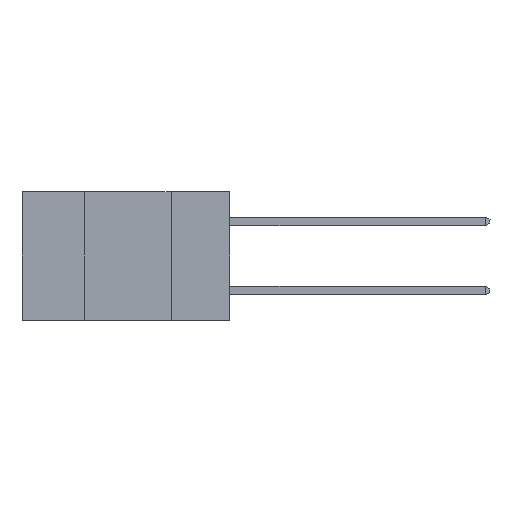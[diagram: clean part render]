
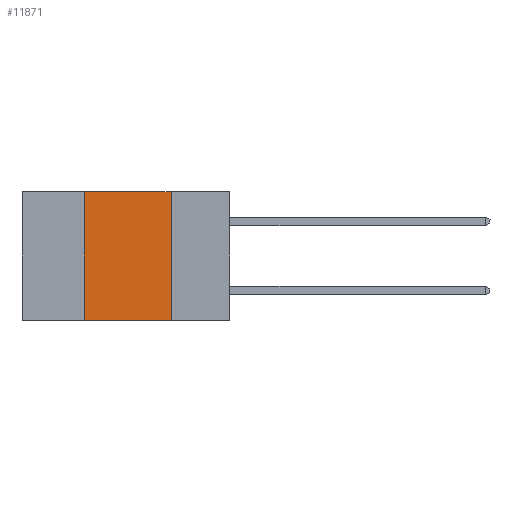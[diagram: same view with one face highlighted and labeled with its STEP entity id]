
A CAD part, left-side view. The second image highlights one B-rep face of the part: STEP entity #11871.
In plain terms, the highlighted planar face has unit normal (-1, 0, 0).
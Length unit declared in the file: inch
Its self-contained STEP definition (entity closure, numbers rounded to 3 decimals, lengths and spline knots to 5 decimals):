
#763 = ORIENTED_EDGE ( 'NONE', *, *, #7869, .F. ) ;
#1099 = VECTOR ( 'NONE', #12054, 39.37008 ) ;
#1431 = CARTESIAN_POINT ( 'NONE',  ( 0., 0.17, -0.37 ) ) ;
#2369 = CARTESIAN_POINT ( 'NONE',  ( 0., 0.42, -0.37 ) ) ;
#3021 = ORIENTED_EDGE ( 'NONE', *, *, #9152, .T. ) ;
#3286 = VECTOR ( 'NONE', #12190, 39.37008 ) ;
#3344 = CARTESIAN_POINT ( 'NONE',  ( 0., 0.42, -0.37 ) ) ;
#3420 = CARTESIAN_POINT ( 'NONE',  ( 0., 0.6, 0. ) ) ;
#3437 = LINE ( 'NONE', #2369, #1099 ) ;
#3458 = LINE ( 'NONE', #8237, #3286 ) ;
#3462 = LINE ( 'NONE', #9304, #5460 ) ;
#4664 = VERTEX_POINT ( 'NONE', #4786 ) ;
#4786 = CARTESIAN_POINT ( 'NONE',  ( 0., 0.42, 0. ) ) ;
#4918 = LINE ( 'NONE', #10734, #6676 ) ;
#5336 = DIRECTION ( 'NONE',  ( 1., 0., 0. ) ) ;
#5460 = VECTOR ( 'NONE', #7257, 39.37008 ) ;
#5720 = AXIS2_PLACEMENT_3D ( 'NONE', #3420, #5336, #10975 ) ;
#6147 = VERTEX_POINT ( 'NONE', #1431 ) ;
#6543 = ORIENTED_EDGE ( 'NONE', *, *, #6655, .F. ) ;
#6655 = EDGE_CURVE ( 'NONE', #4664, #9385, #3462, .T. ) ;
#6676 = VECTOR ( 'NONE', #7714, 39.37008 ) ;
#6816 = CARTESIAN_POINT ( 'NONE',  ( 0., 0.17, 0. ) ) ;
#7257 = DIRECTION ( 'NONE',  ( 0., -1., 0. ) ) ;
#7503 = EDGE_CURVE ( 'NONE', #8358, #4664, #3437, .T. ) ;
#7714 = DIRECTION ( 'NONE',  ( 0., 0., -1. ) ) ;
#7869 = EDGE_CURVE ( 'NONE', #9385, #6147, #4918, .T. ) ;
#8237 = CARTESIAN_POINT ( 'NONE',  ( 0., 0.6, -0.37 ) ) ;
#8358 = VERTEX_POINT ( 'NONE', #3344 ) ;
#9152 = EDGE_CURVE ( 'NONE', #8358, #6147, #3458, .T. ) ;
#9304 = CARTESIAN_POINT ( 'NONE',  ( 0., 0.6, 0. ) ) ;
#9385 = VERTEX_POINT ( 'NONE', #6816 ) ;
#10155 = ORIENTED_EDGE ( 'NONE', *, *, #7503, .F. ) ;
#10734 = CARTESIAN_POINT ( 'NONE',  ( 0., 0.17, -0.37 ) ) ;
#10788 = EDGE_LOOP ( 'NONE', ( #763, #6543, #10155, #3021 ) ) ;
#10975 = DIRECTION ( 'NONE',  ( 0., 0., -1. ) ) ;
#11871 = ADVANCED_FACE ( 'NONE', ( #11969 ), #12150, .F. ) ;
#11969 = FACE_OUTER_BOUND ( 'NONE', #10788, .T. ) ;
#12054 = DIRECTION ( 'NONE',  ( 0., 0., 1. ) ) ;
#12150 = PLANE ( 'NONE',  #5720 ) ;
#12190 = DIRECTION ( 'NONE',  ( 0., -1., 0. ) ) ;
